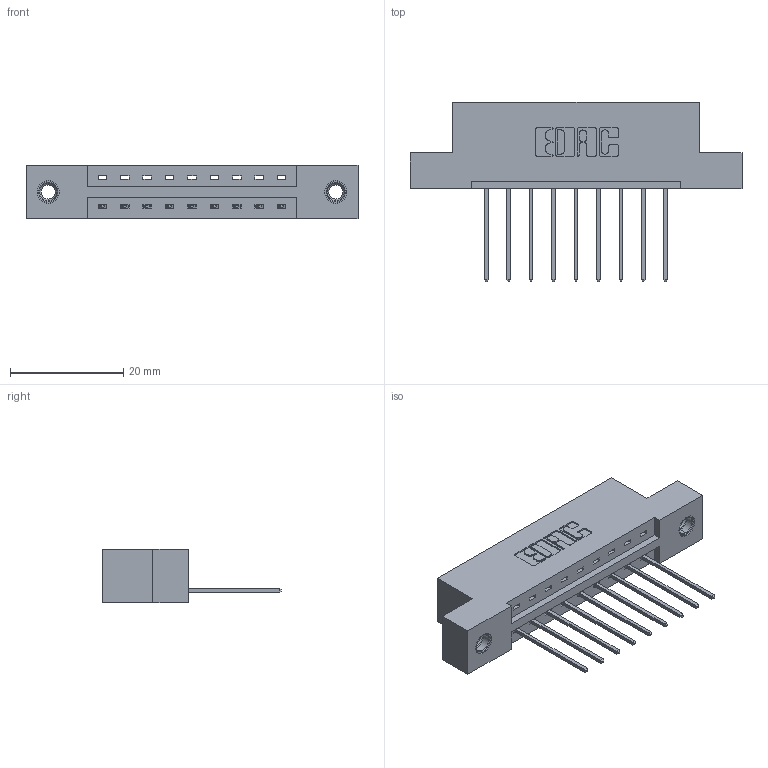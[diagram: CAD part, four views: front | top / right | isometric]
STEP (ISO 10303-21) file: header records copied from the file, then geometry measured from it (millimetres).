
FILE_DESCRIPTION (( 'STEP AP203' ), '1' );
FILE_NAME ('387-009-542-107.STEP', '2018-09-10T05:55:19', ( '' ), ( '' ), 'SwSTEP 2.0', 'SolidWorks 2016', '' );
FILE_SCHEMA (( 'CONFIG_CONTROL_DESIGN' ));
Length unit declared in the file: inch
Products named in the file (4): 387-009-542-107; 337 Part_Flush Mounting Lugs - 0.156 Dia-TI; 345-292-001_345-293-142; 345-250-001_345-250-005-103
Assembly tree (12 placements, depth 2):
  387-009-542-107
    337 Part_Flush Mounting Lugs - 0.156 Dia-TI
    345-292-001_345-293-142  x9
    345-250-001_345-250-005-103  x2
Bounding box: 58.67 x 31.63 x 9.4 mm (x, y, z)
Volume: 5691.7 mm3; surface area: 5871.2 mm2
Topology: 12 solids, 12 shells, 732 faces, 2139 edges, 1406 vertices
Faces by surface type: plane 516, cylinder 200, cone 12, torus 4
Entity records: 12162 total; most frequent: CARTESIAN_POINT 2096, ORIENTED_EDGE 2034, DIRECTION 1865, EDGE_CURVE 1017, VECTOR 869, LINE 869, VERTEX_POINT 672, AXIS2_PLACEMENT_3D 498
